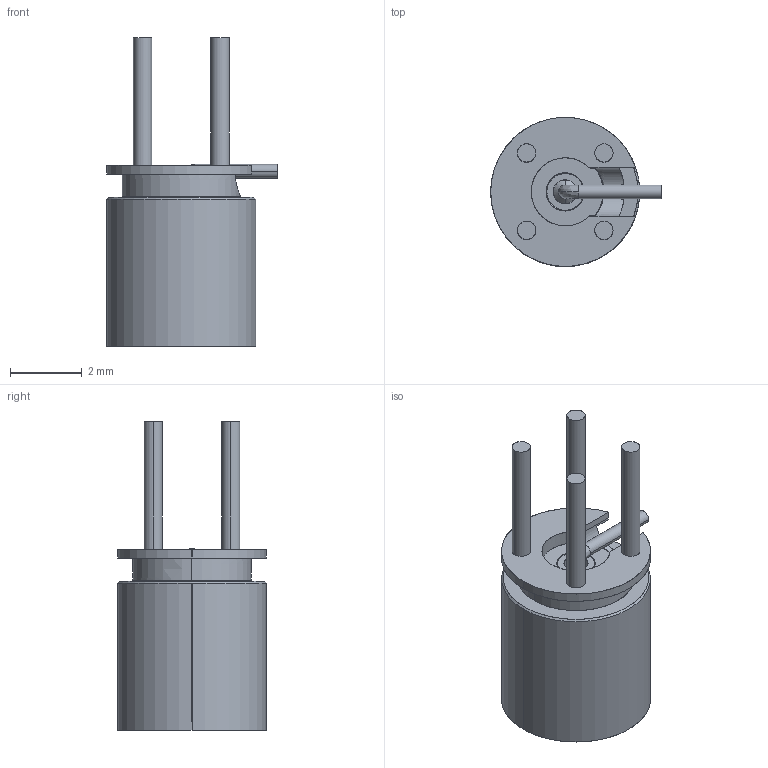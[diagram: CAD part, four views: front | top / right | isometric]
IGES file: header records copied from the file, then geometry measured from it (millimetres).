
Start section: SolidWorks IGES file using analytic representation for surfaces
Global section: file name: R222.428.300B.IGS; native system: SolidWorks 2006 by SolidWorks Corporation; preprocessor: SolidWorks 2006 by SolidWorks Corporation; author: lm_kang; date: 071019.142355; units: millimetre
Bounding box: 4.76 x 4.16 x 8.62 mm (x, y, z)
Surface area: 166.5 mm2 (no closed solid volume)
Topology: 0 solids, 0 shells, 81 faces, 1089 edges, 1087 vertices
Faces by surface type: revolution 58, bspline 23
